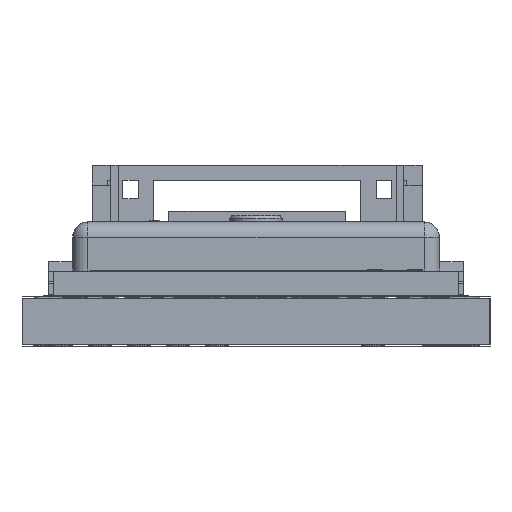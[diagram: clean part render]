
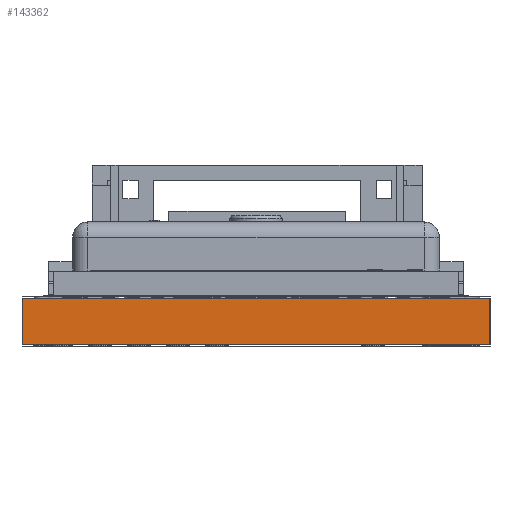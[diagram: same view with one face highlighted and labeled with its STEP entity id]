
A CAD part, left-side view. The second image highlights one B-rep face of the part: STEP entity #143362.
In plain terms, the highlighted planar face has unit normal (-1, 0, 0).
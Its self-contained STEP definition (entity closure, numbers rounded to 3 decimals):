
#143306 = VERTEX_POINT('',#143307);
#143307 = CARTESIAN_POINT('',(0.,0.,1.51));
#143313 = EDGE_CURVE('',#143314,#143306,#143316,.T.);
#143314 = VERTEX_POINT('',#143315);
#143315 = CARTESIAN_POINT('',(0.,-0.,0.));
#143316 = LINE('',#143317,#143318);
#143317 = CARTESIAN_POINT('',(0.,-0.,0.));
#143318 = VECTOR('',#143319,1.);
#143319 = DIRECTION('',(0.,0.,1.));
#143362 = ADVANCED_FACE('',(#143363),#143388,.T.);
#143363 = FACE_BOUND('',#143364,.T.);
#143364 = EDGE_LOOP('',(#143365,#143366,#143374,#143382));
#143365 = ORIENTED_EDGE('',*,*,#143313,.T.);
#143366 = ORIENTED_EDGE('',*,*,#143367,.T.);
#143367 = EDGE_CURVE('',#143306,#143368,#143370,.T.);
#143368 = VERTEX_POINT('',#143369);
#143369 = CARTESIAN_POINT('',(0.,15.24,1.51));
#143370 = LINE('',#143371,#143372);
#143371 = CARTESIAN_POINT('',(0.,0.,1.51));
#143372 = VECTOR('',#143373,1.);
#143373 = DIRECTION('',(0.,1.,0.));
#143374 = ORIENTED_EDGE('',*,*,#143375,.F.);
#143375 = EDGE_CURVE('',#143376,#143368,#143378,.T.);
#143376 = VERTEX_POINT('',#143377);
#143377 = CARTESIAN_POINT('',(0.,15.24,0.));
#143378 = LINE('',#143379,#143380);
#143379 = CARTESIAN_POINT('',(0.,15.24,0.));
#143380 = VECTOR('',#143381,1.);
#143381 = DIRECTION('',(0.,0.,1.));
#143382 = ORIENTED_EDGE('',*,*,#143383,.F.);
#143383 = EDGE_CURVE('',#143314,#143376,#143384,.T.);
#143384 = LINE('',#143385,#143386);
#143385 = CARTESIAN_POINT('',(0.,-0.,0.));
#143386 = VECTOR('',#143387,1.);
#143387 = DIRECTION('',(0.,1.,0.));
#143388 = PLANE('',#143389);
#143389 = AXIS2_PLACEMENT_3D('',#143390,#143391,#143392);
#143390 = CARTESIAN_POINT('',(0.,0.,0.));
#143391 = DIRECTION('',(-1.,0.,0.));
#143392 = DIRECTION('',(0.,1.,0.));
